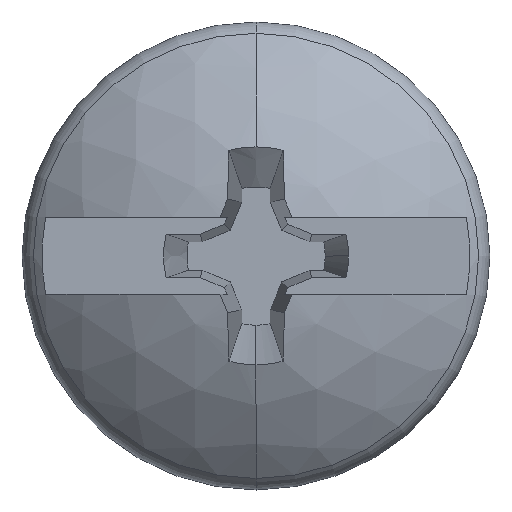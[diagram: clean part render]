
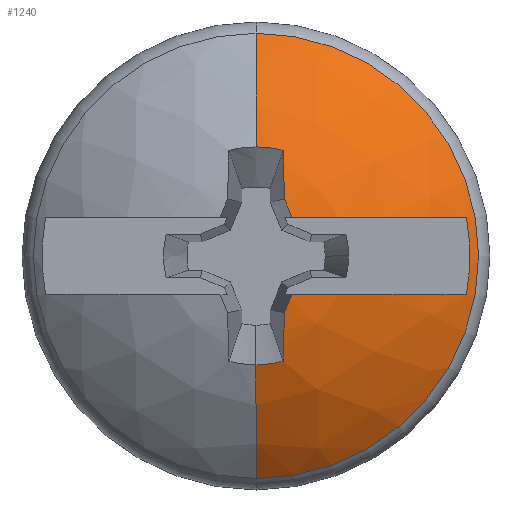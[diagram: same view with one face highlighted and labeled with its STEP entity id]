
A CAD part, top view. The second image highlights one B-rep face of the part: STEP entity #1240.
In plain terms, the highlighted spherical face has radius 4.201 mm.
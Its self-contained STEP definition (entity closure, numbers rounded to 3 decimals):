
#18 = CARTESIAN_POINT ( 'NONE',  ( 0., 0., 4.319 ) ) ;
#58 = CIRCLE ( 'NONE', #1493, 4.172 ) ;
#64 = CARTESIAN_POINT ( 'NONE',  ( 2.699, 0.495, 7.5 ) ) ;
#66 = DIRECTION ( 'NONE',  ( 0.383, -0.924, 0. ) ) ;
#84 = CIRCLE ( 'NONE', #377, 1.396 ) ;
#106 = AXIS2_PLACEMENT_3D ( 'NONE', #2865, #1695, #786 ) ;
#128 = CIRCLE ( 'NONE', #1700, 2.744 ) ;
#140 = CARTESIAN_POINT ( 'NONE',  ( 0., -0.495, 4.319 ) ) ;
#227 = FACE_OUTER_BOUND ( 'NONE', #1401, .T. ) ;
#238 = VERTEX_POINT ( 'NONE', #3389 ) ;
#291 = CARTESIAN_POINT ( 'NONE',  ( 0.363, -0.729, 8.44 ) ) ;
#311 = CARTESIAN_POINT ( 'NONE',  ( 2.699, -0.495, 7.5 ) ) ;
#329 = VERTEX_POINT ( 'NONE', #1947 ) ;
#377 = AXIS2_PLACEMENT_3D ( 'NONE', #2089, #1470, #856 ) ;
#430 = EDGE_CURVE ( 'NONE', #922, #2201, #3167, .T. ) ;
#453 = EDGE_CURVE ( 'NONE', #2927, #3240, #58, .T. ) ;
#456 = ORIENTED_EDGE ( 'NONE', *, *, #1375, .F. ) ;
#489 = CARTESIAN_POINT ( 'NONE',  ( 0., 0., 4.319 ) ) ;
#556 = DIRECTION ( 'NONE',  ( -1., 0., 0. ) ) ;
#571 = CARTESIAN_POINT ( 'NONE',  ( 0., 0., 7.5 ) ) ;
#592 = AXIS2_PLACEMENT_3D ( 'NONE', #3097, #3393, #3379 ) ;
#617 = ORIENTED_EDGE ( 'NONE', *, *, #2525, .F. ) ;
#643 = CIRCLE ( 'NONE', #1051, 1.396 ) ;
#701 = ORIENTED_EDGE ( 'NONE', *, *, #453, .T. ) ;
#734 = DIRECTION ( 'NONE',  ( 0., 0., -1. ) ) ;
#786 = DIRECTION ( 'NONE',  ( 0.087, 0., 0.996 ) ) ;
#794 = VERTEX_POINT ( 'NONE', #2109 ) ;
#856 = DIRECTION ( 'NONE',  ( 0., 1., 0. ) ) ;
#873 = DIRECTION ( 'NONE',  ( 0., 1., 0. ) ) ;
#922 = VERTEX_POINT ( 'NONE', #2796 ) ;
#1051 = AXIS2_PLACEMENT_3D ( 'NONE', #2244, #3452, #3161 ) ;
#1076 = ORIENTED_EDGE ( 'NONE', *, *, #2269, .T. ) ;
#1118 = AXIS2_PLACEMENT_3D ( 'NONE', #140, #2202, #734 ) ;
#1165 = DIRECTION ( 'NONE',  ( -0.92, 0.381, 0.087 ) ) ;
#1180 = EDGE_CURVE ( 'NONE', #794, #3385, #3254, .T. ) ;
#1227 = DIRECTION ( 'NONE',  ( -0.92, -0.381, 0.087 ) ) ;
#1240 = ADVANCED_FACE ( 'NONE', ( #227 ), #3670, .T. ) ;
#1279 = CARTESIAN_POINT ( 'NONE',  ( 0.233, 0.096, 4.297 ) ) ;
#1375 = EDGE_CURVE ( 'NONE', #2927, #329, #2479, .T. ) ;
#1401 = EDGE_LOOP ( 'NONE', ( #1076, #2835, #617, #2496, #456, #701, #2900, #3382, #2410, #3435, #2192, #2194 ) ) ;
#1470 = DIRECTION ( 'NONE',  ( 0., 0., 1. ) ) ;
#1493 = AXIS2_PLACEMENT_3D ( 'NONE', #2762, #2747, #3048 ) ;
#1544 = DIRECTION ( 'NONE',  ( 0., -1., 0. ) ) ;
#1655 = EDGE_CURVE ( 'NONE', #3474, #2975, #2060, .T. ) ;
#1669 = CIRCLE ( 'NONE', #3698, 4.194 ) ;
#1677 = EDGE_CURVE ( 'NONE', #2259, #3828, #1807, .T. ) ;
#1695 = DIRECTION ( 'NONE',  ( -0.996, 0., 0.087 ) ) ;
#1700 = AXIS2_PLACEMENT_3D ( 'NONE', #571, #2950, #556 ) ;
#1807 = CIRCLE ( 'NONE', #1118, 4.172 ) ;
#1902 = EDGE_CURVE ( 'NONE', #2975, #2259, #1669, .T. ) ;
#1915 = CARTESIAN_POINT ( 'NONE',  ( 0.349, -1.352, 8.281 ) ) ;
#1947 = CARTESIAN_POINT ( 'NONE',  ( 0.363, 0.729, 8.44 ) ) ;
#2002 = AXIS2_PLACEMENT_3D ( 'NONE', #3287, #2401, #1544 ) ;
#2049 = CARTESIAN_POINT ( 'NONE',  ( 0., -1.396, 8.281 ) ) ;
#2060 = CIRCLE ( 'NONE', #592, 4.201 ) ;
#2089 = CARTESIAN_POINT ( 'NONE',  ( 0., 0., 8.281 ) ) ;
#2109 = CARTESIAN_POINT ( 'NONE',  ( 0., 2.855, 7.401 ) ) ;
#2192 = ORIENTED_EDGE ( 'NONE', *, *, #2574, .F. ) ;
#2194 = ORIENTED_EDGE ( 'NONE', *, *, #430, .F. ) ;
#2201 = VERTEX_POINT ( 'NONE', #2049 ) ;
#2202 = DIRECTION ( 'NONE',  ( 0., 1., 0. ) ) ;
#2244 = CARTESIAN_POINT ( 'NONE',  ( 0., 0., 8.281 ) ) ;
#2259 = VERTEX_POINT ( 'NONE', #3542 ) ;
#2269 = EDGE_CURVE ( 'NONE', #922, #794, #3050, .T. ) ;
#2284 = AXIS2_PLACEMENT_3D ( 'NONE', #2697, #3301, #3570 ) ;
#2307 = AXIS2_PLACEMENT_3D ( 'NONE', #489, #3171, #3748 ) ;
#2343 = EDGE_CURVE ( 'NONE', #329, #238, #3505, .T. ) ;
#2401 = DIRECTION ( 'NONE',  ( 0., 0., 1. ) ) ;
#2410 = ORIENTED_EDGE ( 'NONE', *, *, #1902, .F. ) ;
#2444 = AXIS2_PLACEMENT_3D ( 'NONE', #1279, #1227, #66 ) ;
#2479 = CIRCLE ( 'NONE', #2444, 4.194 ) ;
#2496 = ORIENTED_EDGE ( 'NONE', *, *, #2343, .F. ) ;
#2525 = EDGE_CURVE ( 'NONE', #238, #3385, #643, .T. ) ;
#2574 = EDGE_CURVE ( 'NONE', #2201, #3474, #84, .T. ) ;
#2584 = DIRECTION ( 'NONE',  ( -0.383, -0.924, 0. ) ) ;
#2697 = CARTESIAN_POINT ( 'NONE',  ( 0., 0., 4.319 ) ) ;
#2747 = DIRECTION ( 'NONE',  ( 0., 1., 0. ) ) ;
#2762 = CARTESIAN_POINT ( 'NONE',  ( 0., 0.495, 4.319 ) ) ;
#2796 = CARTESIAN_POINT ( 'NONE',  ( 0., -2.855, 7.401 ) ) ;
#2835 = ORIENTED_EDGE ( 'NONE', *, *, #1180, .T. ) ;
#2860 = EDGE_CURVE ( 'NONE', #3828, #3240, #128, .T. ) ;
#2865 = CARTESIAN_POINT ( 'NONE',  ( 0.002, 0., 4.318 ) ) ;
#2874 = AXIS2_PLACEMENT_3D ( 'NONE', #18, #3263, #873 ) ;
#2900 = ORIENTED_EDGE ( 'NONE', *, *, #2860, .F. ) ;
#2927 = VERTEX_POINT ( 'NONE', #3547 ) ;
#2950 = DIRECTION ( 'NONE',  ( 0., 0., 1. ) ) ;
#2975 = VERTEX_POINT ( 'NONE', #291 ) ;
#3048 = DIRECTION ( 'NONE',  ( 0., 0., -1. ) ) ;
#3050 = CIRCLE ( 'NONE', #2002, 2.855 ) ;
#3097 = CARTESIAN_POINT ( 'NONE',  ( 0.002, 0., 4.318 ) ) ;
#3161 = DIRECTION ( 'NONE',  ( -1., 0., 0. ) ) ;
#3167 = CIRCLE ( 'NONE', #2307, 4.201 ) ;
#3171 = DIRECTION ( 'NONE',  ( -1., 0., 0. ) ) ;
#3240 = VERTEX_POINT ( 'NONE', #64 ) ;
#3254 = CIRCLE ( 'NONE', #2874, 4.201 ) ;
#3263 = DIRECTION ( 'NONE',  ( 1., 0., 0. ) ) ;
#3287 = CARTESIAN_POINT ( 'NONE',  ( 0., 0., 7.401 ) ) ;
#3301 = DIRECTION ( 'NONE',  ( 1., 0., 0. ) ) ;
#3379 = DIRECTION ( 'NONE',  ( 0.087, 0., 0.996 ) ) ;
#3382 = ORIENTED_EDGE ( 'NONE', *, *, #1677, .F. ) ;
#3385 = VERTEX_POINT ( 'NONE', #3639 ) ;
#3389 = CARTESIAN_POINT ( 'NONE',  ( 0.349, 1.352, 8.281 ) ) ;
#3393 = DIRECTION ( 'NONE',  ( -0.996, 0., 0.087 ) ) ;
#3435 = ORIENTED_EDGE ( 'NONE', *, *, #1655, .F. ) ;
#3452 = DIRECTION ( 'NONE',  ( 0., 0., 1. ) ) ;
#3474 = VERTEX_POINT ( 'NONE', #1915 ) ;
#3505 = CIRCLE ( 'NONE', #106, 4.201 ) ;
#3529 = CARTESIAN_POINT ( 'NONE',  ( 0.233, -0.096, 4.297 ) ) ;
#3542 = CARTESIAN_POINT ( 'NONE',  ( 0.462, -0.495, 8.465 ) ) ;
#3547 = CARTESIAN_POINT ( 'NONE',  ( 0.462, 0.495, 8.465 ) ) ;
#3570 = DIRECTION ( 'NONE',  ( 0., -1., 0. ) ) ;
#3639 = CARTESIAN_POINT ( 'NONE',  ( 0., 1.396, 8.281 ) ) ;
#3670 = SPHERICAL_SURFACE ( 'NONE', #2284, 4.201 ) ;
#3698 = AXIS2_PLACEMENT_3D ( 'NONE', #3529, #1165, #2584 ) ;
#3748 = DIRECTION ( 'NONE',  ( 0., 0., 1. ) ) ;
#3828 = VERTEX_POINT ( 'NONE', #311 ) ;
